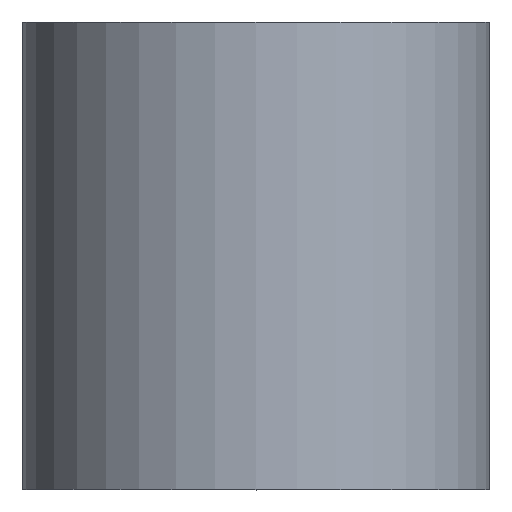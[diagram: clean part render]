
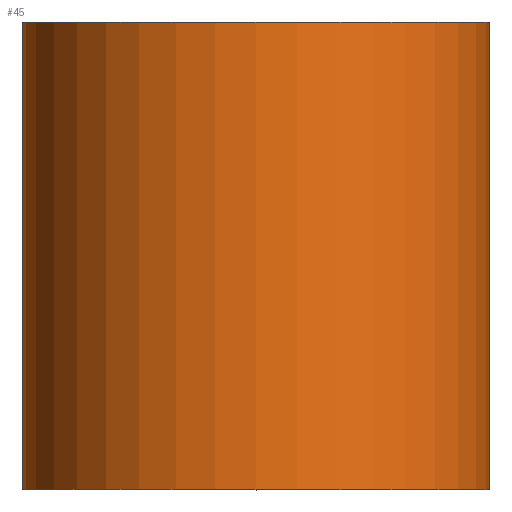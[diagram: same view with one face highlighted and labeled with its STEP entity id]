
A CAD part, top view. The second image highlights one B-rep face of the part: STEP entity #45.
In plain terms, the highlighted cylindrical face has radius 20 mm (diameter 40 mm), a full revolution.
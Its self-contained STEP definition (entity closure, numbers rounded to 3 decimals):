
#45 = ADVANCED_FACE( '', ( #90, #91 ), #92, .T. );
#90 = FACE_OUTER_BOUND( '', #131, .T. );
#91 = FACE_OUTER_BOUND( '', #132, .T. );
#92 = CYLINDRICAL_SURFACE( '', #133, 20. );
#131 = EDGE_LOOP( '', ( #178 ) );
#132 = EDGE_LOOP( '', ( #179 ) );
#133 = AXIS2_PLACEMENT_3D( '', #180, #181, #182 );
#178 = ORIENTED_EDGE( '', *, *, #201, .F. );
#179 = ORIENTED_EDGE( '', *, *, #205, .T. );
#180 = CARTESIAN_POINT( '', ( 0., 0., 0. ) );
#181 = DIRECTION( '', ( 0., 1., 0. ) );
#182 = DIRECTION( '', ( 0., 0., -1. ) );
#201 = EDGE_CURVE( '', #221, #221, #222, .T. );
#205 = EDGE_CURVE( '', #227, #227, #228, .T. );
#221 = VERTEX_POINT( '', #246 );
#222 = CIRCLE( '', #247, 20. );
#227 = VERTEX_POINT( '', #252 );
#228 = CIRCLE( '', #253, 20. );
#246 = CARTESIAN_POINT( '', ( 0., -20., -20. ) );
#247 = AXIS2_PLACEMENT_3D( '', #271, #272, #273 );
#252 = CARTESIAN_POINT( '', ( 0., 20., -20. ) );
#253 = AXIS2_PLACEMENT_3D( '', #277, #278, #279 );
#271 = CARTESIAN_POINT( '', ( 0., -20., 0. ) );
#272 = DIRECTION( '', ( 0., -1., 0. ) );
#273 = DIRECTION( '', ( 0., 0., -1. ) );
#277 = CARTESIAN_POINT( '', ( 0., 20., 0. ) );
#278 = DIRECTION( '', ( 0., -1., 0. ) );
#279 = DIRECTION( '', ( 0., 0., -1. ) );
